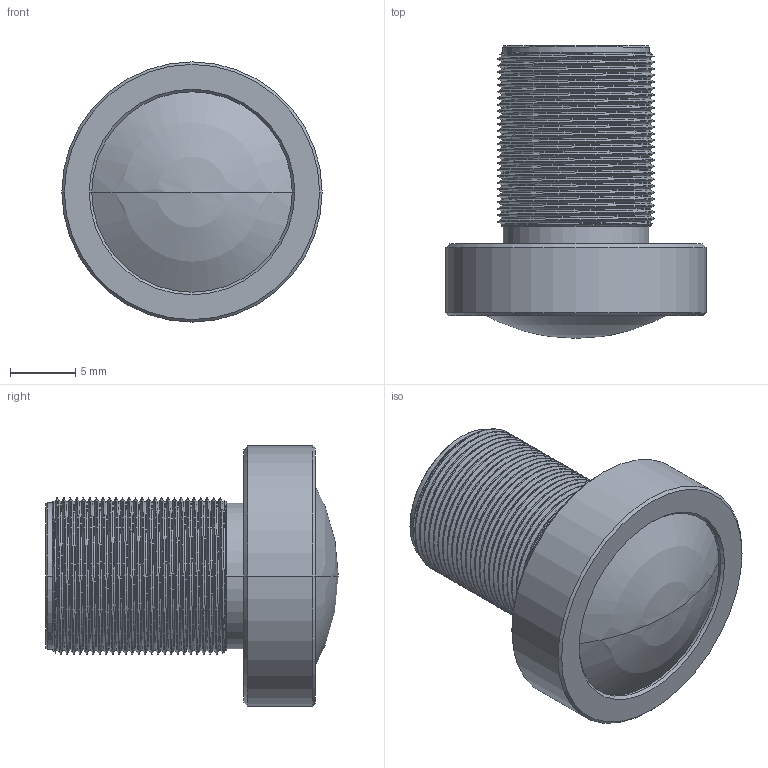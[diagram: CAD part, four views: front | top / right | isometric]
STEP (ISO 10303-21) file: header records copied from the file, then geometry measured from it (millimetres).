
FILE_DESCRIPTION((''),'2;1');
FILE_NAME('FS0605A-200','2018-09-21T',('Administrator'),(''),'PRO/ENGINEER BY PARAMETRIC TECHNOLOGY CORPORATION, 2010370','PRO/ENGINEER BY PARAMETRIC TECHNOLOGY CORPORATION, 2010370','');
FILE_SCHEMA(('CONFIG_CONTROL_DESIGN'));
Length unit declared in the file: millimetre
Products named in the file (1): FS0605A-200
Bounding box: 20 x 22.48 x 20 mm (x, y, z)
Volume: 3416.7 mm3; surface area: 2020.1 mm2
Topology: 1 solids, 1 shells, 121 faces, 305 edges, 191 vertices
Faces by surface type: cylinder 65, bspline 24, cone 22, plane 8, sphere 2
Entity records: 10695 total; most frequent: CARTESIAN_POINT 8072, ORIENTED_EDGE 606, DIRECTION 415, EDGE_CURVE 303, VERTEX_POINT 191, AXIS2_PLACEMENT_3D 154, B_SPLINE_CURVE_WITH_KNOTS 139, EDGE_LOOP 128
